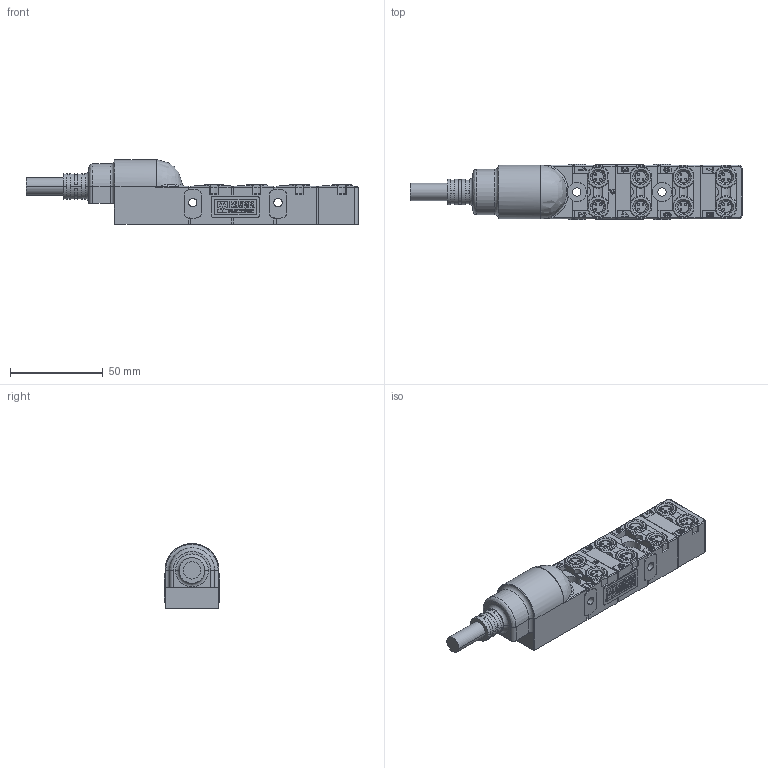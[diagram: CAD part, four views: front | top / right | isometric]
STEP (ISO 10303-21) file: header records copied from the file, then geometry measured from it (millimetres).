
FILE_DESCRIPTION (( 'STEP AP203' ), '1' );
FILE_NAME ('8000-88011-3570500.step', '2020-08-19T12:57:40', ( '' ), ( '' ), 'SwSTEP 2.0', 'SolidWorks 2019', '' );
FILE_SCHEMA (( 'CONFIG_CONTROL_DESIGN' ));
Products named in the file (1): 8000-88011-3570500
Bounding box: 179.3 x 30 x 35 mm (x, y, z)
Volume: 94670 mm3; surface area: 21023 mm2
Topology: 1 solids, 1 shells, 1306 faces, 3444 edges, 2236 vertices
Faces by surface type: plane 678, cylinder 429, bspline 93, cone 56, torus 50
Entity records: 41878 total; most frequent: CARTESIAN_POINT 10017, ORIENTED_EDGE 6884, DIRECTION 6264, EDGE_CURVE 3442, VERTEX_POINT 2236, AXIS2_PLACEMENT_3D 2090, VECTOR 2084, LINE 2084
